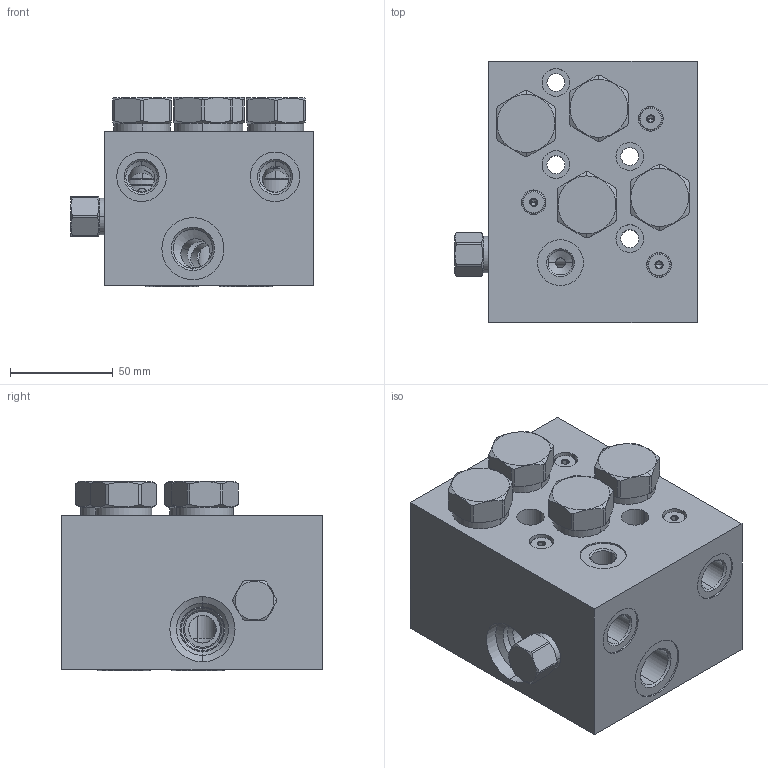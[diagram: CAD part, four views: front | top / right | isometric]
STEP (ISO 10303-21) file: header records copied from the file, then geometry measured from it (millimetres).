
FILE_DESCRIPTION((''),'2;1');
FILE_NAME('WWD_ASM','2021-11-22T',('ProEService'),(''),'PRO/ENGINEER BY PARAMETRIC TECHNOLOGY CORPORATION, 2014200','PRO/ENGINEER BY PARAMETRIC TECHNOLOGY CORPORATION, 2014200','');
FILE_SCHEMA(('CONFIG_CONTROL_DESIGN'));
Length unit declared in the file: inch
Products named in the file (7): 177-091-001; CXEDXAN; CXFAXAN; A330-006-002; CSAZXXN; 500-001-118; WWD_ASM
Assembly tree (11 placements, depth 2):
  WWD_ASM
    177-091-001
    CXEDXAN  x2
    CXFAXAN  x2
    A330-006-002  x3
    CSAZXXN
    500-001-118  x2
Bounding box: 118.03 x 127 x 92.13 mm (x, y, z)
Volume: 865334 mm3; surface area: 149850.1 mm2
Topology: 22 solids, 24 shells, 1147 faces, 3116 edges, 2329 vertices
Faces by surface type: cylinder 478, cone 262, plane 219, torus 140, revolution 48
Entity records: 32107 total; most frequent: CARTESIAN_POINT 11240, DIRECTION 4528, ORIENTED_EDGE 3660, EDGE_CURVE 1830, AXIS2_PLACEMENT_3D 1712, VERTEX_POINT 1110, VECTOR 1074, LINE 1074
